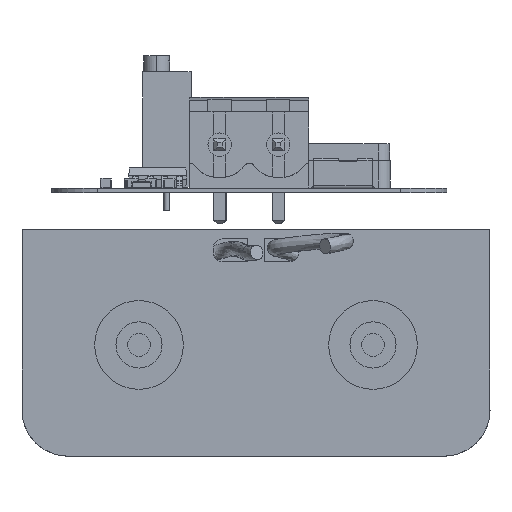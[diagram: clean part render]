
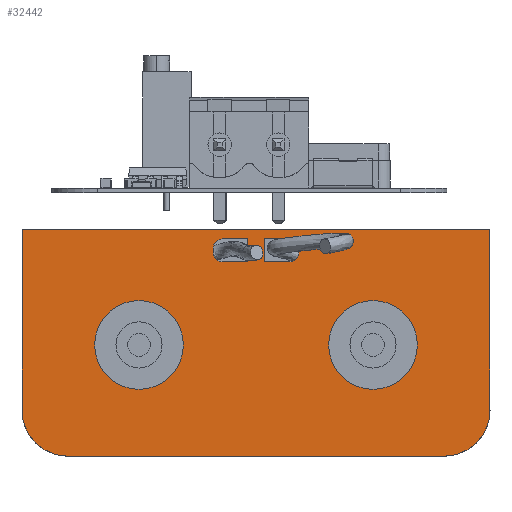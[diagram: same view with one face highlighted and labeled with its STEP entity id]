
A CAD part, left-side view. The second image highlights one B-rep face of the part: STEP entity #32442.
In plain terms, the highlighted planar face has unit normal (-1, 0, 0).
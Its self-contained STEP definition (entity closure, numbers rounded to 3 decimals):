
#32442 = ADVANCED_FACE('',(#32443,#32495,#32506,#32517,#32569),#32621,
  .F.);
#32443 = FACE_BOUND('',#32444,.T.);
#32444 = EDGE_LOOP('',(#32445,#32455,#32463,#32472,#32480,#32489));
#32445 = ORIENTED_EDGE('',*,*,#32446,.T.);
#32446 = EDGE_CURVE('',#32447,#32449,#32451,.T.);
#32447 = VERTEX_POINT('',#32448);
#32448 = CARTESIAN_POINT('',(-37.85,0.,-20.3));
#32449 = VERTEX_POINT('',#32450);
#32450 = CARTESIAN_POINT('',(-37.85,0.,20.3));
#32451 = LINE('',#32452,#32453);
#32452 = CARTESIAN_POINT('',(-37.85,0.,20.3));
#32453 = VECTOR('',#32454,1.);
#32454 = DIRECTION('',(0.,0.,1.));
#32455 = ORIENTED_EDGE('',*,*,#32456,.F.);
#32456 = EDGE_CURVE('',#32457,#32449,#32459,.T.);
#32457 = VERTEX_POINT('',#32458);
#32458 = CARTESIAN_POINT('',(-37.85,15.65,20.3));
#32459 = LINE('',#32460,#32461);
#32460 = CARTESIAN_POINT('',(-37.85,0.8,20.3));
#32461 = VECTOR('',#32462,1.);
#32462 = DIRECTION('',(0.,-1.,0.));
#32463 = ORIENTED_EDGE('',*,*,#32464,.F.);
#32464 = EDGE_CURVE('',#32465,#32457,#32467,.T.);
#32465 = VERTEX_POINT('',#32466);
#32466 = CARTESIAN_POINT('',(-37.85,19.65,16.3));
#32467 = CIRCLE('',#32468,4.);
#32468 = AXIS2_PLACEMENT_3D('',#32469,#32470,#32471);
#32469 = CARTESIAN_POINT('',(-37.85,15.65,16.3));
#32470 = DIRECTION('',(1.,0.,0.));
#32471 = DIRECTION('',(0.,0.,1.));
#32472 = ORIENTED_EDGE('',*,*,#32473,.F.);
#32473 = EDGE_CURVE('',#32474,#32465,#32476,.T.);
#32474 = VERTEX_POINT('',#32475);
#32475 = CARTESIAN_POINT('',(-37.85,19.65,-16.3));
#32476 = LINE('',#32477,#32478);
#32477 = CARTESIAN_POINT('',(-37.85,19.65,16.3));
#32478 = VECTOR('',#32479,1.);
#32479 = DIRECTION('',(0.,0.,1.));
#32480 = ORIENTED_EDGE('',*,*,#32481,.F.);
#32481 = EDGE_CURVE('',#32482,#32474,#32484,.T.);
#32482 = VERTEX_POINT('',#32483);
#32483 = CARTESIAN_POINT('',(-37.85,15.65,-20.3));
#32484 = CIRCLE('',#32485,4.);
#32485 = AXIS2_PLACEMENT_3D('',#32486,#32487,#32488);
#32486 = CARTESIAN_POINT('',(-37.85,15.65,-16.3));
#32487 = DIRECTION('',(1.,0.,0.));
#32488 = DIRECTION('',(0.,0.,-1.));
#32489 = ORIENTED_EDGE('',*,*,#32490,.T.);
#32490 = EDGE_CURVE('',#32482,#32447,#32491,.T.);
#32491 = LINE('',#32492,#32493);
#32492 = CARTESIAN_POINT('',(-37.85,0.8,-20.3));
#32493 = VECTOR('',#32494,1.);
#32494 = DIRECTION('',(0.,-1.,0.));
#32495 = FACE_BOUND('',#32496,.T.);
#32496 = EDGE_LOOP('',(#32497));
#32497 = ORIENTED_EDGE('',*,*,#32498,.T.);
#32498 = EDGE_CURVE('',#32499,#32499,#32501,.T.);
#32499 = VERTEX_POINT('',#32500);
#32500 = CARTESIAN_POINT('',(-37.85,10.,6.3));
#32501 = CIRCLE('',#32502,3.85);
#32502 = AXIS2_PLACEMENT_3D('',#32503,#32504,#32505);
#32503 = CARTESIAN_POINT('',(-37.85,10.,10.15));
#32504 = DIRECTION('',(1.,0.,0.));
#32505 = DIRECTION('',(0.,0.,-1.));
#32506 = FACE_BOUND('',#32507,.T.);
#32507 = EDGE_LOOP('',(#32508));
#32508 = ORIENTED_EDGE('',*,*,#32509,.T.);
#32509 = EDGE_CURVE('',#32510,#32510,#32512,.T.);
#32510 = VERTEX_POINT('',#32511);
#32511 = CARTESIAN_POINT('',(-37.85,10.,-6.3));
#32512 = CIRCLE('',#32513,3.85);
#32513 = AXIS2_PLACEMENT_3D('',#32514,#32515,#32516);
#32514 = CARTESIAN_POINT('',(-37.85,10.,-10.15));
#32515 = DIRECTION('',(1.,0.,0.));
#32516 = DIRECTION('',(0.,0.,1.));
#32517 = FACE_BOUND('',#32518,.T.);
#32518 = EDGE_LOOP('',(#32519,#32529,#32537,#32545,#32554,#32562));
#32519 = ORIENTED_EDGE('',*,*,#32520,.T.);
#32520 = EDGE_CURVE('',#32521,#32523,#32525,.T.);
#32521 = VERTEX_POINT('',#32522);
#32522 = CARTESIAN_POINT('',(-37.85,0.8,2.9));
#32523 = VERTEX_POINT('',#32524);
#32524 = CARTESIAN_POINT('',(-37.85,0.8,0.7));
#32525 = LINE('',#32526,#32527);
#32526 = CARTESIAN_POINT('',(-37.85,0.8,20.3));
#32527 = VECTOR('',#32528,1.);
#32528 = DIRECTION('',(0.,0.,-1.));
#32529 = ORIENTED_EDGE('',*,*,#32530,.T.);
#32530 = EDGE_CURVE('',#32523,#32531,#32533,.T.);
#32531 = VERTEX_POINT('',#32532);
#32532 = CARTESIAN_POINT('',(-37.85,2.8,0.7));
#32533 = LINE('',#32534,#32535);
#32534 = CARTESIAN_POINT('',(-37.85,0.8,0.7));
#32535 = VECTOR('',#32536,1.);
#32536 = DIRECTION('',(0.,1.,0.));
#32537 = ORIENTED_EDGE('',*,*,#32538,.T.);
#32538 = EDGE_CURVE('',#32531,#32539,#32541,.T.);
#32539 = VERTEX_POINT('',#32540);
#32540 = CARTESIAN_POINT('',(-37.85,2.8,2.9));
#32541 = LINE('',#32542,#32543);
#32542 = CARTESIAN_POINT('',(-37.85,2.8,20.3));
#32543 = VECTOR('',#32544,1.);
#32544 = DIRECTION('',(0.,0.,1.));
#32545 = ORIENTED_EDGE('',*,*,#32546,.T.);
#32546 = EDGE_CURVE('',#32539,#32547,#32549,.T.);
#32547 = VERTEX_POINT('',#32548);
#32548 = CARTESIAN_POINT('',(-37.85,2.,3.7));
#32549 = CIRCLE('',#32550,0.8);
#32550 = AXIS2_PLACEMENT_3D('',#32551,#32552,#32553);
#32551 = CARTESIAN_POINT('',(-37.85,2.,2.9));
#32552 = DIRECTION('',(1.,0.,0.));
#32553 = DIRECTION('',(0.,0.,-1.));
#32554 = ORIENTED_EDGE('',*,*,#32555,.T.);
#32555 = EDGE_CURVE('',#32547,#32556,#32558,.T.);
#32556 = VERTEX_POINT('',#32557);
#32557 = CARTESIAN_POINT('',(-37.85,1.6,3.7));
#32558 = LINE('',#32559,#32560);
#32559 = CARTESIAN_POINT('',(-37.85,0.8,3.7));
#32560 = VECTOR('',#32561,1.);
#32561 = DIRECTION('',(0.,-1.,0.));
#32562 = ORIENTED_EDGE('',*,*,#32563,.T.);
#32563 = EDGE_CURVE('',#32556,#32521,#32564,.T.);
#32564 = CIRCLE('',#32565,0.8);
#32565 = AXIS2_PLACEMENT_3D('',#32566,#32567,#32568);
#32566 = CARTESIAN_POINT('',(-37.85,1.6,2.9));
#32567 = DIRECTION('',(1.,0.,0.));
#32568 = DIRECTION('',(0.,0.,-1.));
#32569 = FACE_BOUND('',#32570,.T.);
#32570 = EDGE_LOOP('',(#32571,#32581,#32589,#32598,#32606,#32615));
#32571 = ORIENTED_EDGE('',*,*,#32572,.F.);
#32572 = EDGE_CURVE('',#32573,#32575,#32577,.T.);
#32573 = VERTEX_POINT('',#32574);
#32574 = CARTESIAN_POINT('',(-37.85,0.8,-0.7));
#32575 = VERTEX_POINT('',#32576);
#32576 = CARTESIAN_POINT('',(-37.85,2.8,-0.7));
#32577 = LINE('',#32578,#32579);
#32578 = CARTESIAN_POINT('',(-37.85,0.8,-0.7));
#32579 = VECTOR('',#32580,1.);
#32580 = DIRECTION('',(0.,1.,0.));
#32581 = ORIENTED_EDGE('',*,*,#32582,.F.);
#32582 = EDGE_CURVE('',#32583,#32573,#32585,.T.);
#32583 = VERTEX_POINT('',#32584);
#32584 = CARTESIAN_POINT('',(-37.85,0.8,-2.9));
#32585 = LINE('',#32586,#32587);
#32586 = CARTESIAN_POINT('',(-37.85,0.8,-2.9));
#32587 = VECTOR('',#32588,1.);
#32588 = DIRECTION('',(0.,0.,1.));
#32589 = ORIENTED_EDGE('',*,*,#32590,.F.);
#32590 = EDGE_CURVE('',#32591,#32583,#32593,.T.);
#32591 = VERTEX_POINT('',#32592);
#32592 = CARTESIAN_POINT('',(-37.85,1.6,-3.7));
#32593 = CIRCLE('',#32594,0.8);
#32594 = AXIS2_PLACEMENT_3D('',#32595,#32596,#32597);
#32595 = CARTESIAN_POINT('',(-37.85,1.6,-2.9));
#32596 = DIRECTION('',(-1.,0.,0.));
#32597 = DIRECTION('',(0.,0.,-1.));
#32598 = ORIENTED_EDGE('',*,*,#32599,.F.);
#32599 = EDGE_CURVE('',#32600,#32591,#32602,.T.);
#32600 = VERTEX_POINT('',#32601);
#32601 = CARTESIAN_POINT('',(-37.85,2.,-3.7));
#32602 = LINE('',#32603,#32604);
#32603 = CARTESIAN_POINT('',(-37.85,1.6,-3.7));
#32604 = VECTOR('',#32605,1.);
#32605 = DIRECTION('',(0.,-1.,0.));
#32606 = ORIENTED_EDGE('',*,*,#32607,.F.);
#32607 = EDGE_CURVE('',#32608,#32600,#32610,.T.);
#32608 = VERTEX_POINT('',#32609);
#32609 = CARTESIAN_POINT('',(-37.85,2.8,-2.9));
#32610 = CIRCLE('',#32611,0.8);
#32611 = AXIS2_PLACEMENT_3D('',#32612,#32613,#32614);
#32612 = CARTESIAN_POINT('',(-37.85,2.,-2.9));
#32613 = DIRECTION('',(-1.,0.,0.));
#32614 = DIRECTION('',(0.,0.,-1.));
#32615 = ORIENTED_EDGE('',*,*,#32616,.F.);
#32616 = EDGE_CURVE('',#32575,#32608,#32617,.T.);
#32617 = LINE('',#32618,#32619);
#32618 = CARTESIAN_POINT('',(-37.85,2.8,-2.9));
#32619 = VECTOR('',#32620,1.);
#32620 = DIRECTION('',(0.,0.,-1.));
#32621 = PLANE('',#32622);
#32622 = AXIS2_PLACEMENT_3D('',#32623,#32624,#32625);
#32623 = CARTESIAN_POINT('',(-37.85,0.8,20.3));
#32624 = DIRECTION('',(1.,0.,0.));
#32625 = DIRECTION('',(0.,0.,-1.));
